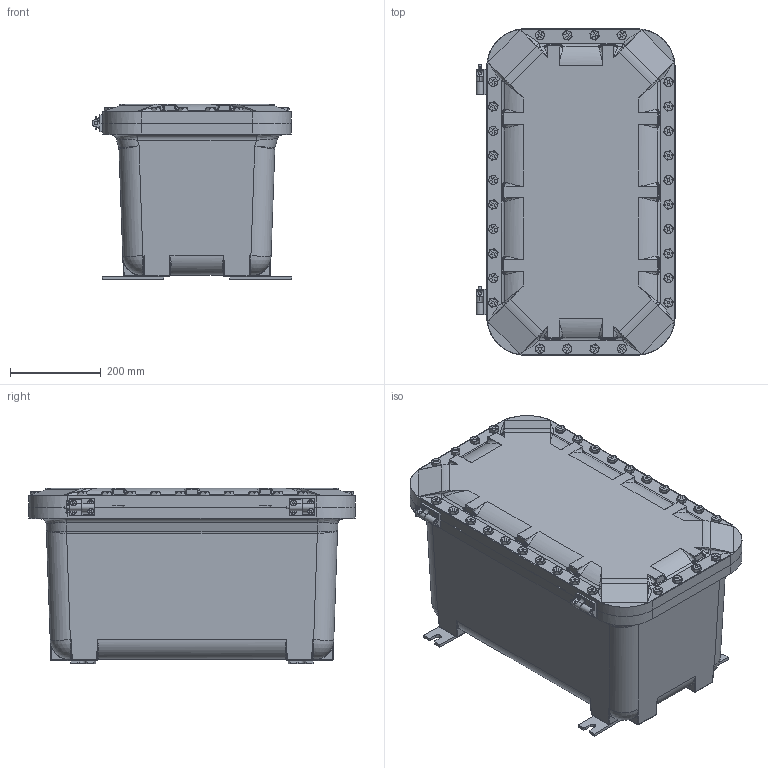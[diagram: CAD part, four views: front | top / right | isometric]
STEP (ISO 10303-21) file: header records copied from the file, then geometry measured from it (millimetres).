
FILE_DESCRIPTION(/* description */ (''),/* implementation_level */ '2;1');
FILE_NAME(/* name */ 'KIL_EXB-122412 N34.stp',/* time_stamp */ '2017-11-21T10:16:41+06:00',/* author */ ('ypadmaraja'),/* organization */ (''),/* preprocessor_version */ 'ST-DEVELOPER v16.13',/* originating_system */ 'Autodesk Inventor 2018',/* authorisation */ '');
FILE_SCHEMA (('AUTOMOTIVE_DESIGN { 1 0 10303 214 3 1 1 }'));
Products named in the file (13): EXB-123610 N34; 18289-2; 14459; Hinge 11B; 18094; Hinge 11T; 18095; 18093; SAE J487a - 1/8 x 3/4    Extended Prong Square Cut Type; 0106275B; 18147AABB; 0720361B; 16972AAAB
Assembly tree (57 placements, depth 3):
  EXB-123610 N34
    18289-2
    14459
    Hinge 11B
      18094
      18093
    Hinge 11T
      18095
      18093
      SAE J487a - 1/8 x 3/4    Extended Prong Square Cut Type
    0106275B  x4
    0720361B  x28
    18147AABB  x8
    16972AAAB  x8
Bounding box: 440.28 x 720.85 x 386.56 mm (x, y, z)
Volume: 29476677.3 mm3; surface area: 2587904.2 mm2
Topology: 57 solids, 57 shells, 4471 faces, 11536 edges, 7204 vertices
Faces by surface type: plane 2877, bspline 605, cylinder 471, cone 426, torus 68, sphere 24
Full cylindrical faces by diameter (mm): 2.779 x1, 5.613 x8, 6.198 x8, 6.746 x8, 7.798 x16, 8.075 x2, 8.077 x4, 9.286 x8, 10.312 x8, 10.592 x28, 12.418 x8, 12.423 x28, 13.494 x32, 19.05 x28
Entity records: 79653 total; most frequent: CARTESIAN_POINT 37931, ORIENTED_EDGE 8978, DIRECTION 6973, EDGE_CURVE 4489, VERTEX_POINT 2909, AXIS2_PLACEMENT_3D 2377, LINE 2219, VECTOR 2219
